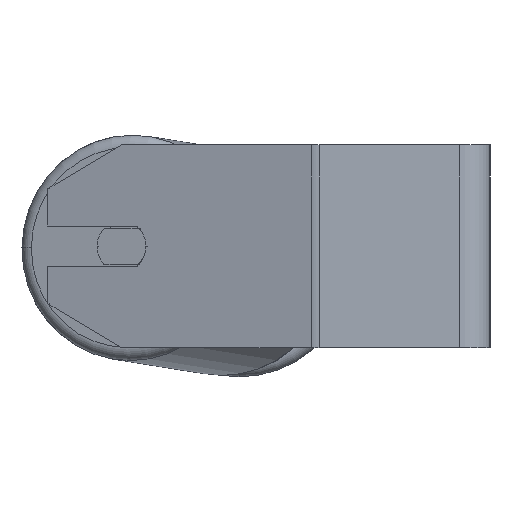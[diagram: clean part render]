
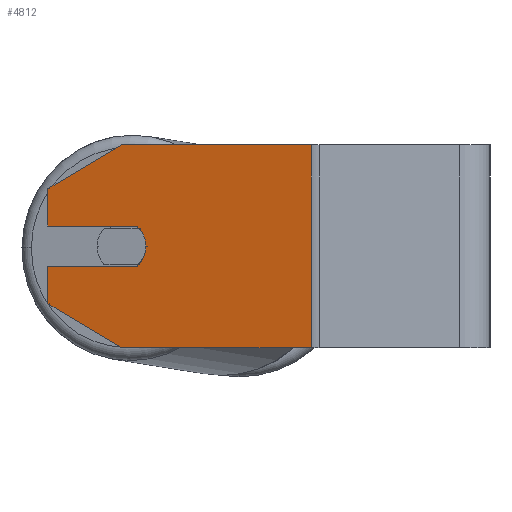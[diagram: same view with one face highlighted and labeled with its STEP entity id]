
A CAD part, left-side view. The second image highlights one B-rep face of the part: STEP entity #4812.
In plain terms, the highlighted planar face has unit normal (-0.966, 0.259, 0).
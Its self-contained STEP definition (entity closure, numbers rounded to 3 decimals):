
#9 = LINE ( 'NONE', #2796, #7433 ) ;
#213 = CARTESIAN_POINT ( 'NONE',  ( -256.769, 174.353, 8. ) ) ;
#233 = AXIS2_PLACEMENT_3D ( 'NONE', #6724, #6114, #4702 ) ;
#397 = DIRECTION ( 'NONE',  ( -0.966, 0.259, 0. ) ) ;
#470 = EDGE_CURVE ( 'NONE', #5089, #3943, #9, .T. ) ;
#593 = VERTEX_POINT ( 'NONE', #8276 ) ;
#632 = EDGE_LOOP ( 'NONE', ( #727, #4775, #8341, #2691, #2487, #7052, #3683, #6305, #3232, #4217, #2572 ) ) ;
#705 = CARTESIAN_POINT ( 'NONE',  ( -256.769, 174.353, 40. ) ) ;
#727 = ORIENTED_EDGE ( 'NONE', *, *, #3101, .F. ) ;
#754 = LINE ( 'NONE', #4163, #3491 ) ;
#930 = CARTESIAN_POINT ( 'NONE',  ( -256.769, 174.353, 40. ) ) ;
#933 = DIRECTION ( 'NONE',  ( 0.259, 0.966, 0. ) ) ;
#1151 = CARTESIAN_POINT ( 'NONE',  ( -284.591, 70.52, 40. ) ) ;
#1319 = LINE ( 'NONE', #4015, #3635 ) ;
#1415 = FACE_OUTER_BOUND ( 'NONE', #632, .T. ) ;
#1439 = LINE ( 'NONE', #6270, #7446 ) ;
#1504 = VECTOR ( 'NONE', #3618, 1000. ) ;
#1600 = EDGE_CURVE ( 'NONE', #8376, #593, #1822, .T. ) ;
#1814 = DIRECTION ( 'NONE',  ( 0., 0., -1. ) ) ;
#1822 = LINE ( 'NONE', #930, #8731 ) ;
#1979 = DIRECTION ( 'NONE',  ( -0.224, -0.837, -0.5 ) ) ;
#2487 = ORIENTED_EDGE ( 'NONE', *, *, #8033, .T. ) ;
#2504 = VECTOR ( 'NONE', #1979, 1000. ) ;
#2554 = EDGE_CURVE ( 'NONE', #7311, #4127, #754, .T. ) ;
#2572 = ORIENTED_EDGE ( 'NONE', *, *, #5932, .F. ) ;
#2586 = CARTESIAN_POINT ( 'NONE',  ( -264.534, 145.375, -40. ) ) ;
#2691 = ORIENTED_EDGE ( 'NONE', *, *, #8018, .T. ) ;
#2703 = DIRECTION ( 'NONE',  ( 0.259, 0.966, 0. ) ) ;
#2767 = LINE ( 'NONE', #3971, #2504 ) ;
#2796 = CARTESIAN_POINT ( 'NONE',  ( -256.769, 174.353, 40. ) ) ;
#2896 = VERTEX_POINT ( 'NONE', #6850 ) ;
#2913 = CIRCLE ( 'NONE', #233, 10. ) ;
#2992 = CARTESIAN_POINT ( 'NONE',  ( -256.769, 174.353, -8. ) ) ;
#2997 = CARTESIAN_POINT ( 'NONE',  ( -267.122, 135.716, 0. ) ) ;
#3101 = EDGE_CURVE ( 'NONE', #7574, #6683, #3780, .T. ) ;
#3185 = VECTOR ( 'NONE', #1814, 1000. ) ;
#3232 = ORIENTED_EDGE ( 'NONE', *, *, #7563, .T. ) ;
#3442 = CARTESIAN_POINT ( 'NONE',  ( -256.769, 174.353, 22.679 ) ) ;
#3491 = VECTOR ( 'NONE', #933, 1000. ) ;
#3583 = LINE ( 'NONE', #7527, #3888 ) ;
#3618 = DIRECTION ( 'NONE',  ( -0.259, -0.966, 0. ) ) ;
#3635 = VECTOR ( 'NONE', #8713, 1000. ) ;
#3683 = ORIENTED_EDGE ( 'NONE', *, *, #470, .F. ) ;
#3780 = CIRCLE ( 'NONE', #5060, 10. ) ;
#3888 = VECTOR ( 'NONE', #6852, 1000. ) ;
#3943 = VERTEX_POINT ( 'NONE', #4572 ) ;
#3971 = CARTESIAN_POINT ( 'NONE',  ( -264.534, 145.375, -40. ) ) ;
#4015 = CARTESIAN_POINT ( 'NONE',  ( -256.769, 174.353, 40. ) ) ;
#4020 = PLANE ( 'NONE',  #4882 ) ;
#4127 = VERTEX_POINT ( 'NONE', #213 ) ;
#4163 = CARTESIAN_POINT ( 'NONE',  ( -266.087, 139.579, 8. ) ) ;
#4217 = ORIENTED_EDGE ( 'NONE', *, *, #2554, .F. ) ;
#4428 = DIRECTION ( 'NONE',  ( -0.259, -0.966, 0. ) ) ;
#4479 = VERTEX_POINT ( 'NONE', #3442 ) ;
#4551 = VERTEX_POINT ( 'NONE', #2586 ) ;
#4572 = CARTESIAN_POINT ( 'NONE',  ( -284.591, 70.52, 40. ) ) ;
#4702 = DIRECTION ( 'NONE',  ( -0.259, -0.966, 0. ) ) ;
#4775 = ORIENTED_EDGE ( 'NONE', *, *, #6551, .F. ) ;
#4812 = ADVANCED_FACE ( 'NONE', ( #1415 ), #4020, .F. ) ;
#4882 = AXIS2_PLACEMENT_3D ( 'NONE', #705, #7310, #2703 ) ;
#4947 = CARTESIAN_POINT ( 'NONE',  ( -266.087, 139.579, 8. ) ) ;
#4978 = EDGE_CURVE ( 'NONE', #5089, #4479, #3583, .T. ) ;
#5050 = CARTESIAN_POINT ( 'NONE',  ( -264.534, 145.375, 40. ) ) ;
#5060 = AXIS2_PLACEMENT_3D ( 'NONE', #5674, #397, #4428 ) ;
#5085 = EDGE_CURVE ( 'NONE', #3943, #2896, #5136, .T. ) ;
#5089 = VERTEX_POINT ( 'NONE', #5050 ) ;
#5136 = LINE ( 'NONE', #1151, #3185 ) ;
#5674 = CARTESIAN_POINT ( 'NONE',  ( -264.534, 145.375, 0. ) ) ;
#5932 = EDGE_CURVE ( 'NONE', #6683, #7311, #2913, .T. ) ;
#6114 = DIRECTION ( 'NONE',  ( -0.966, 0.259, 0. ) ) ;
#6197 = CARTESIAN_POINT ( 'NONE',  ( -266.087, 139.579, -8. ) ) ;
#6270 = CARTESIAN_POINT ( 'NONE',  ( -256.769, 174.353, -40. ) ) ;
#6305 = ORIENTED_EDGE ( 'NONE', *, *, #4978, .T. ) ;
#6344 = DIRECTION ( 'NONE',  ( 0., 0., -1. ) ) ;
#6551 = EDGE_CURVE ( 'NONE', #8376, #7574, #6979, .T. ) ;
#6683 = VERTEX_POINT ( 'NONE', #2997 ) ;
#6724 = CARTESIAN_POINT ( 'NONE',  ( -264.534, 145.375, 0. ) ) ;
#6779 = DIRECTION ( 'NONE',  ( -0.259, -0.966, 0. ) ) ;
#6850 = CARTESIAN_POINT ( 'NONE',  ( -284.591, 70.52, -40. ) ) ;
#6852 = DIRECTION ( 'NONE',  ( 0.224, 0.837, -0.5 ) ) ;
#6887 = DIRECTION ( 'NONE',  ( -0.259, -0.966, 0. ) ) ;
#6979 = LINE ( 'NONE', #6197, #1504 ) ;
#7052 = ORIENTED_EDGE ( 'NONE', *, *, #5085, .F. ) ;
#7310 = DIRECTION ( 'NONE',  ( 0.966, -0.259, 0. ) ) ;
#7311 = VERTEX_POINT ( 'NONE', #4947 ) ;
#7433 = VECTOR ( 'NONE', #6779, 1000. ) ;
#7446 = VECTOR ( 'NONE', #6887, 1000. ) ;
#7527 = CARTESIAN_POINT ( 'NONE',  ( -256.769, 174.353, 22.679 ) ) ;
#7563 = EDGE_CURVE ( 'NONE', #4479, #4127, #1319, .T. ) ;
#7574 = VERTEX_POINT ( 'NONE', #8365 ) ;
#8018 = EDGE_CURVE ( 'NONE', #593, #4551, #2767, .T. ) ;
#8033 = EDGE_CURVE ( 'NONE', #4551, #2896, #1439, .T. ) ;
#8276 = CARTESIAN_POINT ( 'NONE',  ( -256.769, 174.353, -22.679 ) ) ;
#8341 = ORIENTED_EDGE ( 'NONE', *, *, #1600, .T. ) ;
#8365 = CARTESIAN_POINT ( 'NONE',  ( -266.087, 139.579, -8. ) ) ;
#8376 = VERTEX_POINT ( 'NONE', #2992 ) ;
#8713 = DIRECTION ( 'NONE',  ( 0., 0., -1. ) ) ;
#8731 = VECTOR ( 'NONE', #6344, 1000. ) ;
